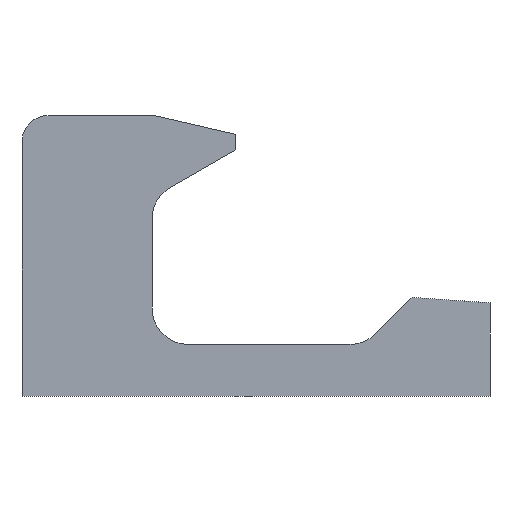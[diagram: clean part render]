
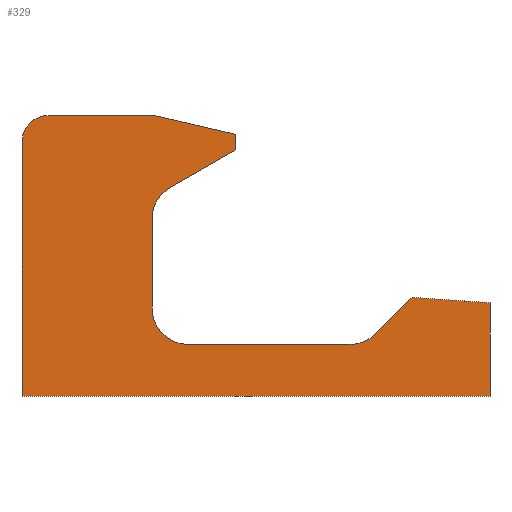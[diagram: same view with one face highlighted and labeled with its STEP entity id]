
A CAD part, left-side view. The second image highlights one B-rep face of the part: STEP entity #329.
In plain terms, the highlighted planar face has unit normal (-1, 0, 0).
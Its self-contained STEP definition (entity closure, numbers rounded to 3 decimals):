
#15=CIRCLE('',#346,70.);
#17=CIRCLE('',#350,70.);
#19=CIRCLE('',#354,70.);
#21=CIRCLE('',#361,50.);
#43=FACE_OUTER_BOUND('',#60,.T.);
#60=EDGE_LOOP('',(#285,#286,#287,#288,#289,#290,#291,#292,#293,#294,#295,
#296,#297,#298,#299));
#61=LINE('',#462,#98);
#66=LINE('',#476,#103);
#70=LINE('',#488,#107);
#74=LINE('',#500,#111);
#77=LINE('',#506,#114);
#80=LINE('',#512,#117);
#83=LINE('',#518,#120);
#87=LINE('',#530,#124);
#90=LINE('',#536,#127);
#93=LINE('',#542,#130);
#96=LINE('',#547,#133);
#98=VECTOR('',#373,10.);
#103=VECTOR('',#386,10.);
#107=VECTOR('',#398,10.);
#111=VECTOR('',#410,10.);
#114=VECTOR('',#415,10.);
#117=VECTOR('',#420,10.);
#120=VECTOR('',#425,10.);
#124=VECTOR('',#437,10.);
#127=VECTOR('',#442,10.);
#130=VECTOR('',#447,10.);
#133=VECTOR('',#452,10.);
#135=VERTEX_POINT('',#460);
#136=VERTEX_POINT('',#461);
#139=VERTEX_POINT('',#469);
#141=VERTEX_POINT('',#475);
#143=VERTEX_POINT('',#481);
#145=VERTEX_POINT('',#487);
#147=VERTEX_POINT('',#493);
#149=VERTEX_POINT('',#499);
#151=VERTEX_POINT('',#505);
#153=VERTEX_POINT('',#511);
#155=VERTEX_POINT('',#517);
#157=VERTEX_POINT('',#523);
#159=VERTEX_POINT('',#529);
#161=VERTEX_POINT('',#535);
#163=VERTEX_POINT('',#541);
#165=EDGE_CURVE('',#135,#136,#61,.T.);
#169=EDGE_CURVE('',#135,#139,#15,.T.);
#172=EDGE_CURVE('',#141,#139,#66,.T.);
#175=EDGE_CURVE('',#141,#143,#17,.T.);
#178=EDGE_CURVE('',#145,#143,#70,.T.);
#181=EDGE_CURVE('',#145,#147,#19,.T.);
#184=EDGE_CURVE('',#149,#147,#74,.T.);
#187=EDGE_CURVE('',#151,#149,#77,.T.);
#190=EDGE_CURVE('',#153,#151,#80,.T.);
#193=EDGE_CURVE('',#155,#153,#83,.T.);
#196=EDGE_CURVE('',#157,#155,#21,.T.);
#199=EDGE_CURVE('',#159,#157,#87,.T.);
#202=EDGE_CURVE('',#161,#159,#90,.T.);
#205=EDGE_CURVE('',#163,#161,#93,.T.);
#208=EDGE_CURVE('',#136,#163,#96,.T.);
#285=ORIENTED_EDGE('',*,*,#208,.F.);
#286=ORIENTED_EDGE('',*,*,#165,.F.);
#287=ORIENTED_EDGE('',*,*,#169,.T.);
#288=ORIENTED_EDGE('',*,*,#172,.F.);
#289=ORIENTED_EDGE('',*,*,#175,.T.);
#290=ORIENTED_EDGE('',*,*,#178,.F.);
#291=ORIENTED_EDGE('',*,*,#181,.T.);
#292=ORIENTED_EDGE('',*,*,#184,.F.);
#293=ORIENTED_EDGE('',*,*,#187,.F.);
#294=ORIENTED_EDGE('',*,*,#190,.F.);
#295=ORIENTED_EDGE('',*,*,#193,.F.);
#296=ORIENTED_EDGE('',*,*,#196,.F.);
#297=ORIENTED_EDGE('',*,*,#199,.F.);
#298=ORIENTED_EDGE('',*,*,#202,.F.);
#299=ORIENTED_EDGE('',*,*,#205,.F.);
#312=PLANE('',#368);
#329=ADVANCED_FACE('',(#43),#312,.F.);
#346=AXIS2_PLACEMENT_3D('',#470,#379,#380);
#350=AXIS2_PLACEMENT_3D('',#482,#391,#392);
#354=AXIS2_PLACEMENT_3D('',#494,#403,#404);
#361=AXIS2_PLACEMENT_3D('',#524,#430,#431);
#368=AXIS2_PLACEMENT_3D('',#550,#456,#457);
#373=DIRECTION('',(0.,-0.707,0.707));
#379=DIRECTION('center_axis',(1.,0.,0.));
#380=DIRECTION('ref_axis',(0.,-0.707,-0.707));
#386=DIRECTION('',(0.,-1.,0.));
#391=DIRECTION('center_axis',(1.,0.,0.));
#392=DIRECTION('ref_axis',(0.,0.,-1.));
#398=DIRECTION('',(0.,0.,-1.));
#403=DIRECTION('center_axis',(1.,0.,0.));
#404=DIRECTION('ref_axis',(0.,1.,0.));
#410=DIRECTION('',(0.,0.866,-0.5));
#415=DIRECTION('',(0.,0.,-1.));
#420=DIRECTION('',(0.,-0.974,-0.225));
#425=DIRECTION('',(0.,-1.,0.));
#430=DIRECTION('center_axis',(1.,0.,0.));
#431=DIRECTION('ref_axis',(0.,1.,0.));
#437=DIRECTION('',(0.,0.,1.));
#442=DIRECTION('',(0.,1.,0.));
#447=DIRECTION('',(0.,0.,-1.));
#452=DIRECTION('',(0.,-0.998,-0.07));
#456=DIRECTION('center_axis',(1.,0.,0.));
#457=DIRECTION('ref_axis',(0.,1.,0.));
#460=CARTESIAN_POINT('',(0.,219.986,120.503));
#461=CARTESIAN_POINT('',(0.,150.,190.489));
#462=CARTESIAN_POINT('',(0.,219.986,120.503));
#469=CARTESIAN_POINT('',(0.,269.484,100.));
#470=CARTESIAN_POINT('Origin',(0.,269.484,170.));
#475=CARTESIAN_POINT('',(0.,580.,100.));
#476=CARTESIAN_POINT('',(0.,580.,100.));
#481=CARTESIAN_POINT('',(0.,650.,170.));
#482=CARTESIAN_POINT('Origin',(0.,580.,170.));
#487=CARTESIAN_POINT('',(0.,650.,341.217));
#488=CARTESIAN_POINT('',(0.,650.,341.217));
#493=CARTESIAN_POINT('',(0.,615.,401.839));
#494=CARTESIAN_POINT('Origin',(0.,580.,341.217));
#499=CARTESIAN_POINT('',(0.,490.,474.008));
#500=CARTESIAN_POINT('',(0.,490.,474.008));
#505=CARTESIAN_POINT('',(0.,490.,504.008));
#506=CARTESIAN_POINT('',(0.,490.,504.008));
#511=CARTESIAN_POINT('',(0.,645.899,540.));
#512=CARTESIAN_POINT('',(0.,645.899,540.));
#517=CARTESIAN_POINT('',(0.,850.,540.));
#518=CARTESIAN_POINT('',(0.,850.,540.));
#523=CARTESIAN_POINT('',(0.,900.,490.));
#524=CARTESIAN_POINT('Origin',(0.,850.,490.));
#529=CARTESIAN_POINT('',(0.,900.,0.));
#530=CARTESIAN_POINT('',(0.,900.,0.));
#535=CARTESIAN_POINT('',(0.,0.,0.));
#536=CARTESIAN_POINT('',(0.,0.,0.));
#541=CARTESIAN_POINT('',(0.,0.,180.));
#542=CARTESIAN_POINT('',(0.,0.,180.));
#547=CARTESIAN_POINT('',(0.,150.,190.489));
#550=CARTESIAN_POINT('Origin',(0.,450.,270.));
